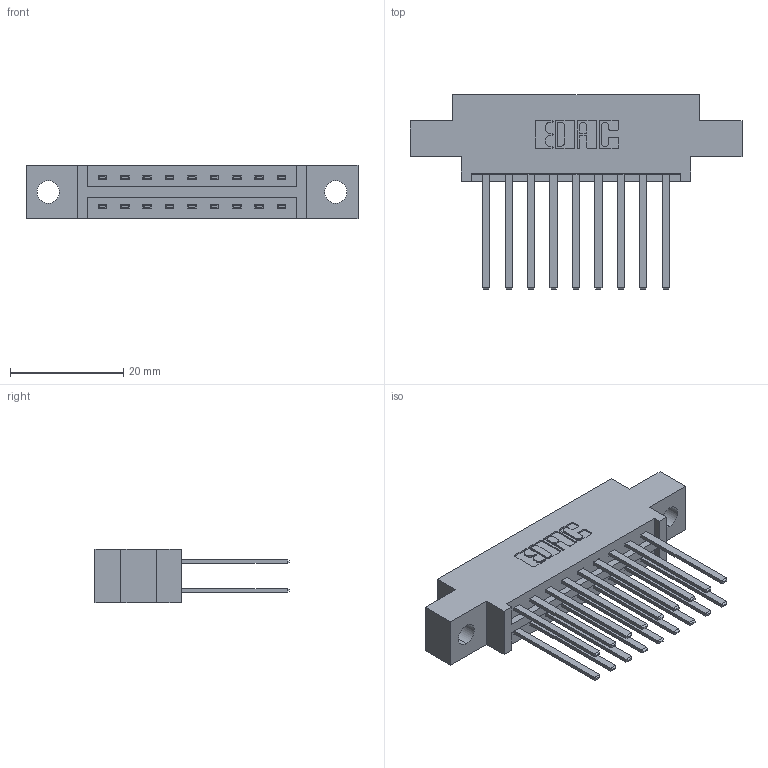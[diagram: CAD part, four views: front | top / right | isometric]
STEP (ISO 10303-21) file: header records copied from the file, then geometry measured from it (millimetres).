
FILE_DESCRIPTION (( 'STEP AP203' ), '1' );
FILE_NAME ('387-018-544-804.STEP', '2019-10-16T01:36:25', ( '' ), ( '' ), 'SwSTEP 2.0', 'SolidWorks 2016', '' );
FILE_SCHEMA (( 'CONFIG_CONTROL_DESIGN' ));
Length unit declared in the file: inch
Products named in the file (3): 345-292-001_345-293-144; 337 Part_0.170 Offset - 0.156 Dia-TH; 387-018-544-804
Assembly tree (19 placements, depth 2):
  387-018-544-804
    337 Part_0.170 Offset - 0.156 Dia-TH
    345-292-001_345-293-144  x18
Bounding box: 58.67 x 34.3 x 9.4 mm (x, y, z)
Volume: 5791.2 mm3; surface area: 6956 mm2
Topology: 19 solids, 19 shells, 982 faces, 2897 edges, 1906 vertices
Faces by surface type: plane 686, cylinder 296
Entity records: 11197 total; most frequent: CARTESIAN_POINT 1914, ORIENTED_EDGE 1850, DIRECTION 1685, EDGE_CURVE 925, VECTOR 801, LINE 801, VERTEX_POINT 614, AXIS2_PLACEMENT_3D 442
